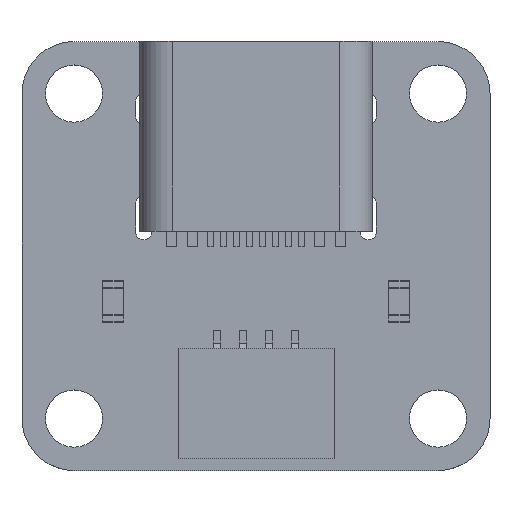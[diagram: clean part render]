
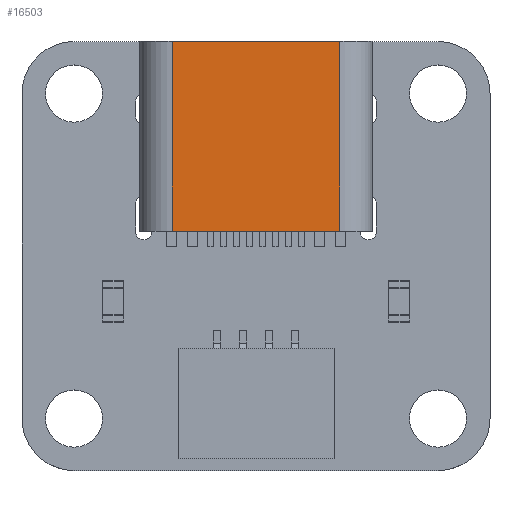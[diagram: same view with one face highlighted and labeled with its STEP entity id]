
A CAD part, top view. The second image highlights one B-rep face of the part: STEP entity #16503.
In plain terms, the highlighted face is planar.
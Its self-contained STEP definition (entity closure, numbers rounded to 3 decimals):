
#7226 = PLANE('',#7227);
#7227 = AXIS2_PLACEMENT_3D('',#7228,#7229,#7230);
#7228 = CARTESIAN_POINT('',(4.47,1.605,-7.3));
#7229 = DIRECTION('',(0.,0.,-1.));
#7230 = DIRECTION('',(-1.,0.,0.));
#9461 = VERTEX_POINT('',#9462);
#9462 = CARTESIAN_POINT('',(1.255,3.21,-7.3));
#9481 = CYLINDRICAL_SURFACE('',#9482,1.255);
#9482 = AXIS2_PLACEMENT_3D('',#9483,#9484,#9485);
#9483 = CARTESIAN_POINT('',(1.255,1.955,0.));
#9484 = DIRECTION('',(0.,0.,-1.));
#9485 = DIRECTION('',(-0.707,0.707,0.));
#9515 = EDGE_CURVE('',#9461,#9516,#9518,.T.);
#9516 = VERTEX_POINT('',#9517);
#9517 = CARTESIAN_POINT('',(7.685,3.21,-7.3));
#9518 = SURFACE_CURVE('',#9519,(#9523,#9530),.PCURVE_S1.);
#9519 = LINE('',#9520,#9521);
#9520 = CARTESIAN_POINT('',(8.94,3.21,-7.3));
#9521 = VECTOR('',#9522,1.);
#9522 = DIRECTION('',(1.,0.,0.));
#9523 = PCURVE('',#7226,#9524);
#9524 = DEFINITIONAL_REPRESENTATION('',(#9525),#9529);
#9525 = LINE('',#9526,#9527);
#9526 = CARTESIAN_POINT('',(-4.47,1.605));
#9527 = VECTOR('',#9528,1.);
#9528 = DIRECTION('',(-1.,0.));
#9529 = ( GEOMETRIC_REPRESENTATION_CONTEXT(2) 
PARAMETRIC_REPRESENTATION_CONTEXT() REPRESENTATION_CONTEXT('2D SPACE',''
  ) );
#9530 = PCURVE('',#9531,#9536);
#9531 = PLANE('',#9532);
#9532 = AXIS2_PLACEMENT_3D('',#9533,#9534,#9535);
#9533 = CARTESIAN_POINT('',(0.,3.21,0.));
#9534 = DIRECTION('',(0.,1.,0.));
#9535 = DIRECTION('',(1.,0.,0.));
#9536 = DEFINITIONAL_REPRESENTATION('',(#9537),#9541);
#9537 = LINE('',#9538,#9539);
#9538 = CARTESIAN_POINT('',(8.94,7.3));
#9539 = VECTOR('',#9540,1.);
#9540 = DIRECTION('',(1.,0.));
#9541 = ( GEOMETRIC_REPRESENTATION_CONTEXT(2) 
PARAMETRIC_REPRESENTATION_CONTEXT() REPRESENTATION_CONTEXT('2D SPACE',''
  ) );
#9564 = CYLINDRICAL_SURFACE('',#9565,1.255);
#9565 = AXIS2_PLACEMENT_3D('',#9566,#9567,#9568);
#9566 = CARTESIAN_POINT('',(7.685,1.955,0.));
#9567 = DIRECTION('',(0.,0.,-1.));
#9568 = DIRECTION('',(0.707,0.707,0.));
#11691 = PLANE('',#11692);
#11692 = AXIS2_PLACEMENT_3D('',#11693,#11694,#11695);
#11693 = CARTESIAN_POINT('',(4.47,1.605,0.));
#11694 = DIRECTION('',(0.,0.,1.));
#11695 = DIRECTION('',(1.,0.,0.));
#16189 = VERTEX_POINT('',#16190);
#16190 = CARTESIAN_POINT('',(7.685,3.21,0.));
#16238 = EDGE_CURVE('',#16189,#16239,#16241,.T.);
#16239 = VERTEX_POINT('',#16240);
#16240 = CARTESIAN_POINT('',(1.255,3.21,0.));
#16241 = SURFACE_CURVE('',#16242,(#16246,#16253),.PCURVE_S1.);
#16242 = LINE('',#16243,#16244);
#16243 = CARTESIAN_POINT('',(8.94,3.21,0.));
#16244 = VECTOR('',#16245,1.);
#16245 = DIRECTION('',(-1.,0.,0.));
#16246 = PCURVE('',#11691,#16247);
#16247 = DEFINITIONAL_REPRESENTATION('',(#16248),#16252);
#16248 = LINE('',#16249,#16250);
#16249 = CARTESIAN_POINT('',(4.47,1.605));
#16250 = VECTOR('',#16251,1.);
#16251 = DIRECTION('',(-1.,0.));
#16252 = ( GEOMETRIC_REPRESENTATION_CONTEXT(2) 
PARAMETRIC_REPRESENTATION_CONTEXT() REPRESENTATION_CONTEXT('2D SPACE',''
  ) );
#16253 = PCURVE('',#9531,#16254);
#16254 = DEFINITIONAL_REPRESENTATION('',(#16255),#16259);
#16255 = LINE('',#16256,#16257);
#16256 = CARTESIAN_POINT('',(8.94,0.));
#16257 = VECTOR('',#16258,1.);
#16258 = DIRECTION('',(-1.,0.));
#16259 = ( GEOMETRIC_REPRESENTATION_CONTEXT(2) 
PARAMETRIC_REPRESENTATION_CONTEXT() REPRESENTATION_CONTEXT('2D SPACE',''
  ) );
#16346 = EDGE_CURVE('',#9516,#16189,#16347,.T.);
#16347 = SURFACE_CURVE('',#16348,(#16352,#16359),.PCURVE_S1.);
#16348 = LINE('',#16349,#16350);
#16349 = CARTESIAN_POINT('',(7.685,3.21,0.));
#16350 = VECTOR('',#16351,1.);
#16351 = DIRECTION('',(0.,0.,1.));
#16352 = PCURVE('',#9564,#16353);
#16353 = DEFINITIONAL_REPRESENTATION('',(#16354),#16358);
#16354 = LINE('',#16355,#16356);
#16355 = CARTESIAN_POINT('',(5.498,0.));
#16356 = VECTOR('',#16357,1.);
#16357 = DIRECTION('',(0.,-1.));
#16358 = ( GEOMETRIC_REPRESENTATION_CONTEXT(2) 
PARAMETRIC_REPRESENTATION_CONTEXT() REPRESENTATION_CONTEXT('2D SPACE',''
  ) );
#16359 = PCURVE('',#9531,#16360);
#16360 = DEFINITIONAL_REPRESENTATION('',(#16361),#16365);
#16361 = LINE('',#16362,#16363);
#16362 = CARTESIAN_POINT('',(7.685,0.));
#16363 = VECTOR('',#16364,1.);
#16364 = DIRECTION('',(0.,-1.));
#16365 = ( GEOMETRIC_REPRESENTATION_CONTEXT(2) 
PARAMETRIC_REPRESENTATION_CONTEXT() REPRESENTATION_CONTEXT('2D SPACE',''
  ) );
#16375 = EDGE_CURVE('',#16239,#9461,#16376,.T.);
#16376 = SURFACE_CURVE('',#16377,(#16381,#16388),.PCURVE_S1.);
#16377 = LINE('',#16378,#16379);
#16378 = CARTESIAN_POINT('',(1.255,3.21,0.));
#16379 = VECTOR('',#16380,1.);
#16380 = DIRECTION('',(0.,0.,-1.));
#16381 = PCURVE('',#9481,#16382);
#16382 = DEFINITIONAL_REPRESENTATION('',(#16383),#16387);
#16383 = LINE('',#16384,#16385);
#16384 = CARTESIAN_POINT('',(7.069,0.));
#16385 = VECTOR('',#16386,1.);
#16386 = DIRECTION('',(0.,1.));
#16387 = ( GEOMETRIC_REPRESENTATION_CONTEXT(2) 
PARAMETRIC_REPRESENTATION_CONTEXT() REPRESENTATION_CONTEXT('2D SPACE',''
  ) );
#16388 = PCURVE('',#9531,#16389);
#16389 = DEFINITIONAL_REPRESENTATION('',(#16390),#16394);
#16390 = LINE('',#16391,#16392);
#16391 = CARTESIAN_POINT('',(1.255,0.));
#16392 = VECTOR('',#16393,1.);
#16393 = DIRECTION('',(0.,1.));
#16394 = ( GEOMETRIC_REPRESENTATION_CONTEXT(2) 
PARAMETRIC_REPRESENTATION_CONTEXT() REPRESENTATION_CONTEXT('2D SPACE',''
  ) );
#16503 = ADVANCED_FACE('',(#16504),#9531,.T.);
#16504 = FACE_BOUND('',#16505,.T.);
#16505 = EDGE_LOOP('',(#16506,#16507,#16508,#16509));
#16506 = ORIENTED_EDGE('',*,*,#16346,.F.);
#16507 = ORIENTED_EDGE('',*,*,#9515,.F.);
#16508 = ORIENTED_EDGE('',*,*,#16375,.F.);
#16509 = ORIENTED_EDGE('',*,*,#16238,.F.);
